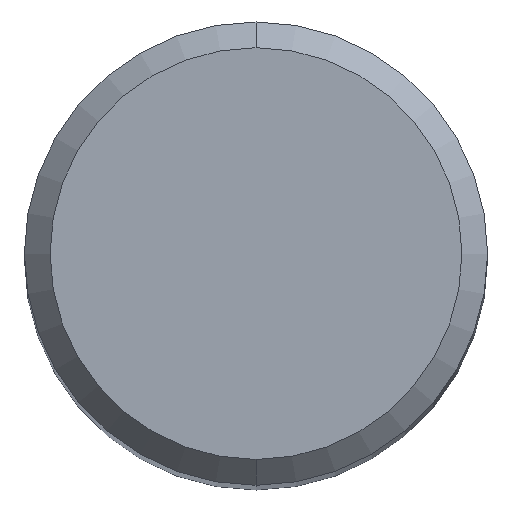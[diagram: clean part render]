
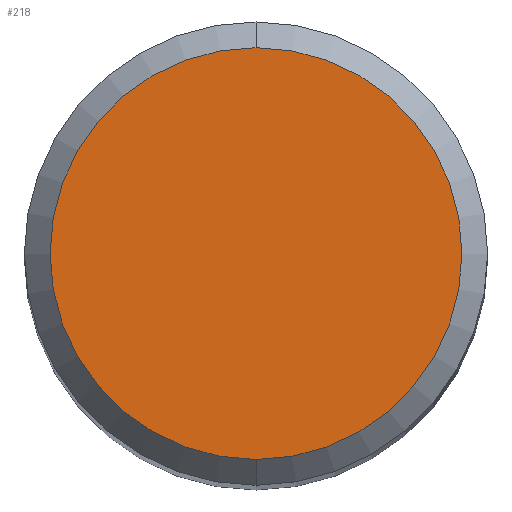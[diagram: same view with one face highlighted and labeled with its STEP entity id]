
A CAD part, top view. The second image highlights one B-rep face of the part: STEP entity #218.
In plain terms, the highlighted planar face has unit normal (0, 0, 1).
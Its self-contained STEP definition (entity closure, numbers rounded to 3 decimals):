
#210=EDGE_CURVE('',#298,#310,#515,.T.);
#218=ADVANCED_FACE('',(#523),#524,.T.);
#230=EDGE_CURVE('',#310,#298,#538,.T.);
#298=VERTEX_POINT('',#611);
#310=VERTEX_POINT('',#625);
#515=CIRCLE('',#882,4.0);
#523=FACE_OUTER_BOUND('',#921,.T.);
#524=PLANE('',#922);
#538=CIRCLE('',#981,4.0);
#611=CARTESIAN_POINT('',(0.0,4.0,0.0));
#625=CARTESIAN_POINT('',(0.,-4.0,0.0));
#882=AXIS2_PLACEMENT_3D('',#1504,#1505,#1506);
#921=EDGE_LOOP('',(#1510,#1511));
#922=AXIS2_PLACEMENT_3D('',#1512,#1513,#1514);
#981=AXIS2_PLACEMENT_3D('',#1526,#1527,#1528);
#1504=CARTESIAN_POINT('',(0.0,0.0,0.0));
#1505=DIRECTION('',(0.0,0.0,-1.0));
#1506=DIRECTION('',(0.0,1.0,0.0));
#1510=ORIENTED_EDGE('',*,*,#210,.F.);
#1511=ORIENTED_EDGE('',*,*,#230,.F.);
#1512=CARTESIAN_POINT('',(0.0,2.0,0.0));
#1513=DIRECTION('',(-0.0,0.0,1.0));
#1514=DIRECTION('',(0.0,-1.0,0.0));
#1526=CARTESIAN_POINT('',(0.0,0.0,0.0));
#1527=DIRECTION('',(0.0,0.0,-1.0));
#1528=DIRECTION('',(0.0,1.0,0.0));
